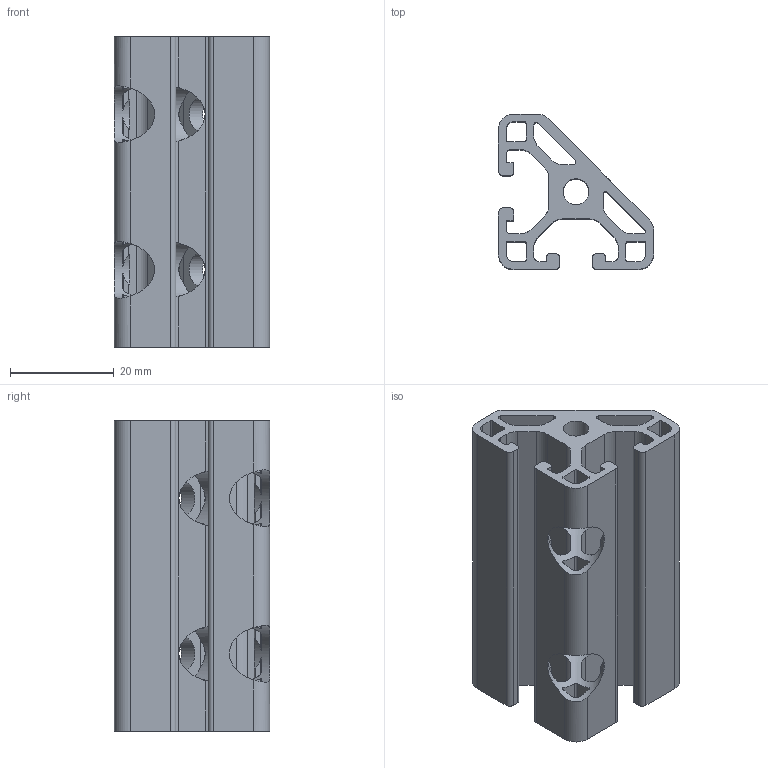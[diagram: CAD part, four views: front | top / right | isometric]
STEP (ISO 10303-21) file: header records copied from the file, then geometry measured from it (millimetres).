
FILE_DESCRIPTION(/* description */ ('11365'),/* implementation_level */ '2;1');
FILE_NAME(/* name */ '11365_KriTec_Winkelelement_6_T2_60.stp',/* time_stamp */ '2017-11-03T15:33:58+01:00',/* author */ ('Steiner'),/* organization */ (''),/* preprocessor_version */ 'ST-DEVELOPER v16.1',/* originating_system */ 'Autodesk Inventor 2016',/* authorisation */ '');
FILE_SCHEMA (('CONFIG_CONTROL_DESIGN'));
Length unit declared in the file: millimetre
Products named in the file (1): 11365_KriTec_Winkelelement_6_T2_60
Bounding box: 30 x 30 x 60 mm (x, y, z)
Volume: 16644.4 mm3; surface area: 17086.5 mm2
Topology: 1 solids, 1 shells, 171 faces, 549 edges, 366 vertices
Faces by surface type: cylinder 90, plane 81
Full cylindrical faces by diameter (mm): 5 x3, 6.6 x2, 11 x2
Entity records: 6678 total; most frequent: CARTESIAN_POINT 1858, ORIENTED_EDGE 1040, DIRECTION 972, EDGE_CURVE 520, VERTEX_POINT 350, AXIS2_PLACEMENT_3D 344, LINE 284, VECTOR 284
